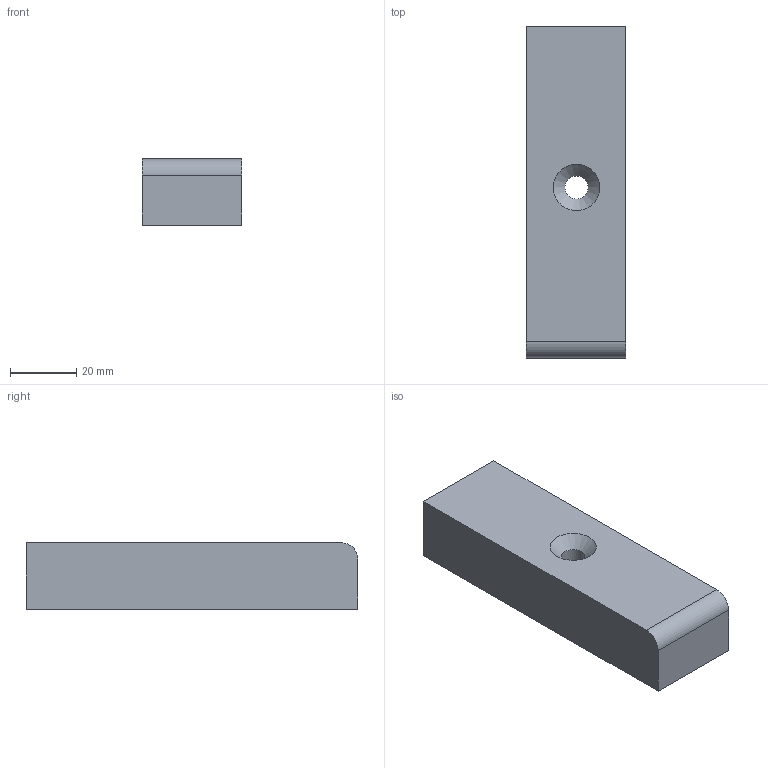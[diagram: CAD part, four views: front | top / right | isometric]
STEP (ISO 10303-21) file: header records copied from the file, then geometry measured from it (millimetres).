
FILE_DESCRIPTION(/* description */ (''),/* implementation_level */ '2;1');
FILE_NAME(/* name */ 'TOP EDGE FILLETS_01_R5_short_v01_with_hole.stp',/* time_stamp */ '2022-05-11T09:11:36+02:00',/* author */ ('AndrzejPapierok'),/* organization */ ('igus GmbH'),/* preprocessor_version */ 'ST-DEVELOPER v19',/* originating_system */ 'Autodesk Inventor 2023',/* authorisation */ '');
FILE_SCHEMA (('AUTOMOTIVE_DESIGN { 1 0 10303 214 3 1 1 }'));
Length unit declared in the file: millimetre
Products named in the file (1): 01_Chamfer_as Chamfer_big_v01
Bounding box: 30 x 100 x 20 mm (x, y, z)
Volume: 58889.8 mm3; surface area: 11458.6 mm2
Topology: 1 solids, 1 shells, 9 faces, 20 edges, 13 vertices
Faces by surface type: plane 6, cylinder 2, cone 1
Full cylindrical faces by diameter (mm): 7 x1
Entity records: 292 total; most frequent: DIRECTION 45, CARTESIAN_POINT 43, ORIENTED_EDGE 40, EDGE_CURVE 20, LINE 15, VECTOR 15, AXIS2_PLACEMENT_3D 15, VERTEX_POINT 13
